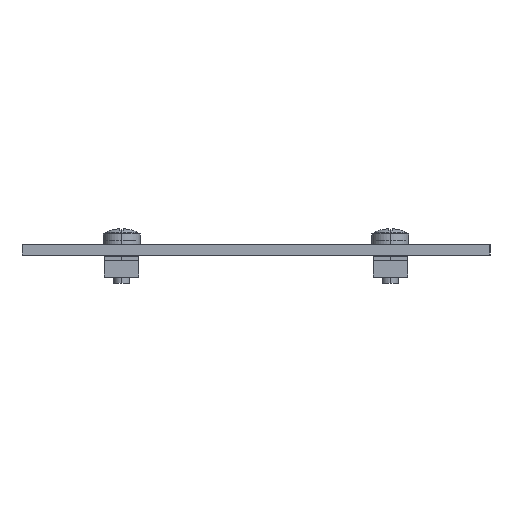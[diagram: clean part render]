
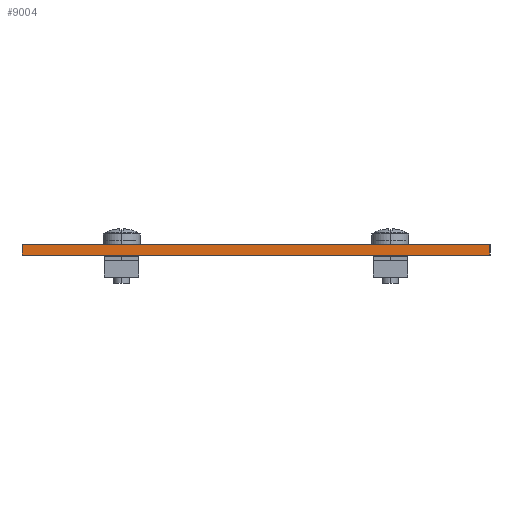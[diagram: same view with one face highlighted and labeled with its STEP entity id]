
A CAD part, left-side view. The second image highlights one B-rep face of the part: STEP entity #9004.
In plain terms, the highlighted planar face has unit normal (-1, 0, 0).
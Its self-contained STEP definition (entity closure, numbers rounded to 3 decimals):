
#23 = VERTEX_POINT ( 'NONE', #2722 ) ;
#458 = CARTESIAN_POINT ( 'NONE',  ( -241.5, 88.475, 0. ) ) ;
#688 = DIRECTION ( 'NONE',  ( 0., 0., 1. ) ) ;
#981 = VERTEX_POINT ( 'NONE', #458 ) ;
#1249 = CARTESIAN_POINT ( 'NONE',  ( -241.5, -88.475, -4. ) ) ;
#1366 = EDGE_LOOP ( 'NONE', ( #8180, #3363, #7097, #2540 ) ) ;
#2302 = FACE_OUTER_BOUND ( 'NONE', #1366, .T. ) ;
#2540 = ORIENTED_EDGE ( 'NONE', *, *, #3318, .T. ) ;
#2722 = CARTESIAN_POINT ( 'NONE',  ( -241.5, -88.475, -4. ) ) ;
#2783 = VECTOR ( 'NONE', #688, 1000. ) ;
#2813 = VECTOR ( 'NONE', #3371, 1000. ) ;
#3318 = EDGE_CURVE ( 'NONE', #23, #3491, #9846, .T. ) ;
#3363 = ORIENTED_EDGE ( 'NONE', *, *, #3417, .F. ) ;
#3371 = DIRECTION ( 'NONE',  ( 0., -1., 0. ) ) ;
#3417 = EDGE_CURVE ( 'NONE', #9280, #981, #3894, .T. ) ;
#3466 = VECTOR ( 'NONE', #5864, 1000. ) ;
#3491 = VERTEX_POINT ( 'NONE', #9578 ) ;
#3712 = DIRECTION ( 'NONE',  ( 0., 0., 1. ) ) ;
#3894 = LINE ( 'NONE', #5409, #2783 ) ;
#4065 = LINE ( 'NONE', #7317, #2813 ) ;
#4282 = LINE ( 'NONE', #8291, #3466 ) ;
#4494 = EDGE_CURVE ( 'NONE', #9280, #23, #4282, .T. ) ;
#5409 = CARTESIAN_POINT ( 'NONE',  ( -241.5, 88.475, -4. ) ) ;
#5864 = DIRECTION ( 'NONE',  ( 0., -1., 0. ) ) ;
#6556 = AXIS2_PLACEMENT_3D ( 'NONE', #8632, #8526, #7871 ) ;
#7097 = ORIENTED_EDGE ( 'NONE', *, *, #4494, .T. ) ;
#7317 = CARTESIAN_POINT ( 'NONE',  ( -241.5, 88.475, 0. ) ) ;
#7871 = DIRECTION ( 'NONE',  ( 0., -1., 0. ) ) ;
#7890 = EDGE_CURVE ( 'NONE', #981, #3491, #4065, .T. ) ;
#8180 = ORIENTED_EDGE ( 'NONE', *, *, #7890, .F. ) ;
#8291 = CARTESIAN_POINT ( 'NONE',  ( -241.5, 88.475, -4. ) ) ;
#8526 = DIRECTION ( 'NONE',  ( -1., 0., 0. ) ) ;
#8632 = CARTESIAN_POINT ( 'NONE',  ( -241.5, 88.475, -4. ) ) ;
#9004 = ADVANCED_FACE ( 'NONE', ( #2302 ), #10070, .T. ) ;
#9280 = VERTEX_POINT ( 'NONE', #9487 ) ;
#9487 = CARTESIAN_POINT ( 'NONE',  ( -241.5, 88.475, -4. ) ) ;
#9578 = CARTESIAN_POINT ( 'NONE',  ( -241.5, -88.475, 0. ) ) ;
#9754 = VECTOR ( 'NONE', #3712, 1000. ) ;
#9846 = LINE ( 'NONE', #1249, #9754 ) ;
#10070 = PLANE ( 'NONE',  #6556 ) ;
